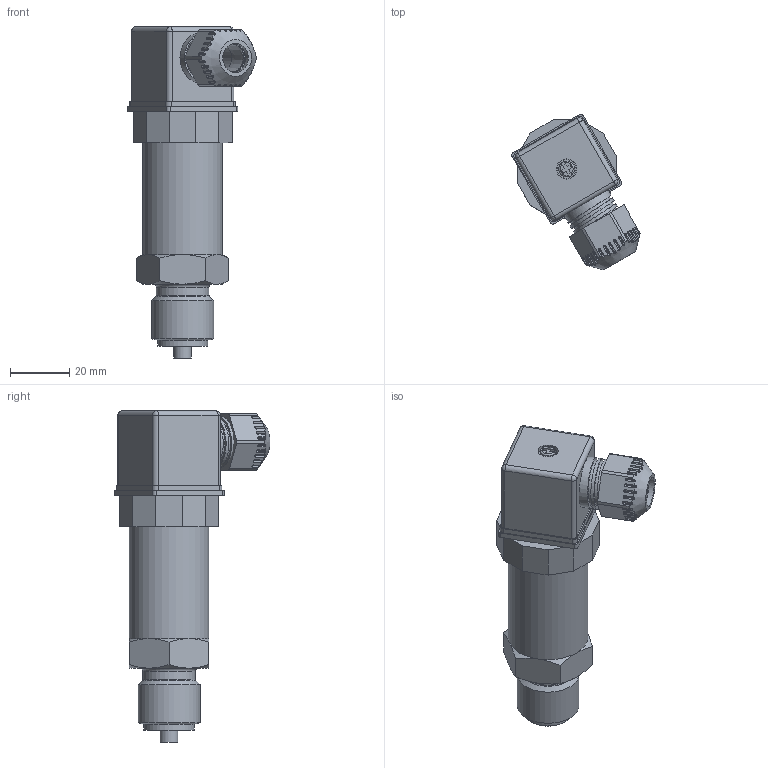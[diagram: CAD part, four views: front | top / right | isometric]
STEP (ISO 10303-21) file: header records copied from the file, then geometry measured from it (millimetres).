
FILE_DESCRIPTION(('STEP AP214'), '1');
FILE_NAME('狦100-111', '', ('UNSPECIFIED'), ('UNSPECIFIED'), 'ASCON STEP Converter 1.6', 'ASCON Math Kernel', '');
FILE_SCHEMA(('AUTOMOTIVE_DESIGN { 1 0 10303 214 3 1 1}'));
Length unit declared in the file: millimetre
Products named in the file (13): 29; 31; 32; 33; 35; 36; 37; 38; 39; 弝謹.713541.430.1432
Assembly tree (12 placements, depth 3):
  (unnamed)
    29
    (unnamed)
      31
      32
      33
    (unnamed)
      35
      36
      37
      38
      39
    弝謹.713541.430.1432
Bounding box: 43.51 x 52.81 x 112.4 mm (x, y, z)
Volume: 47583.7 mm3; surface area: 31219.1 mm2
Topology: 10 solids, 10 shells, 722 faces, 1867 edges, 1192 vertices
Faces by surface type: plane 423, cylinder 209, torus 49, cone 35, sphere 4, bspline 2
Full cylindrical faces by diameter (mm): 1.5 x4, 3 x1, 3.3 x1, 4 x1, 5.4 x1, 6 x2, 6.4 x1, 6.8 x1, 7.8 x1, 8 x1, 9 x1, 10 x1, 12 x1, 14 x1, 16 x1, 17 x1, 17.2 x1, 17.8 x1, 18 x1, 19.917 x1, 20.955 x1, 21.4 x1, 21.5 x1, 22 x3, 23 x2, 24 x1, 24.5 x1, 24.8 x1, 25 x1, 27 x1
Entity records: 32990 total; most frequent: CARTESIAN_POINT 9603, ORIENTED_EDGE 3570, DIRECTION 3332, EDGE_CURVE 1785, VERTEX_POINT 1189, AXIS2_PLACEMENT_3D 1170, LINE 992, VECTOR 992
